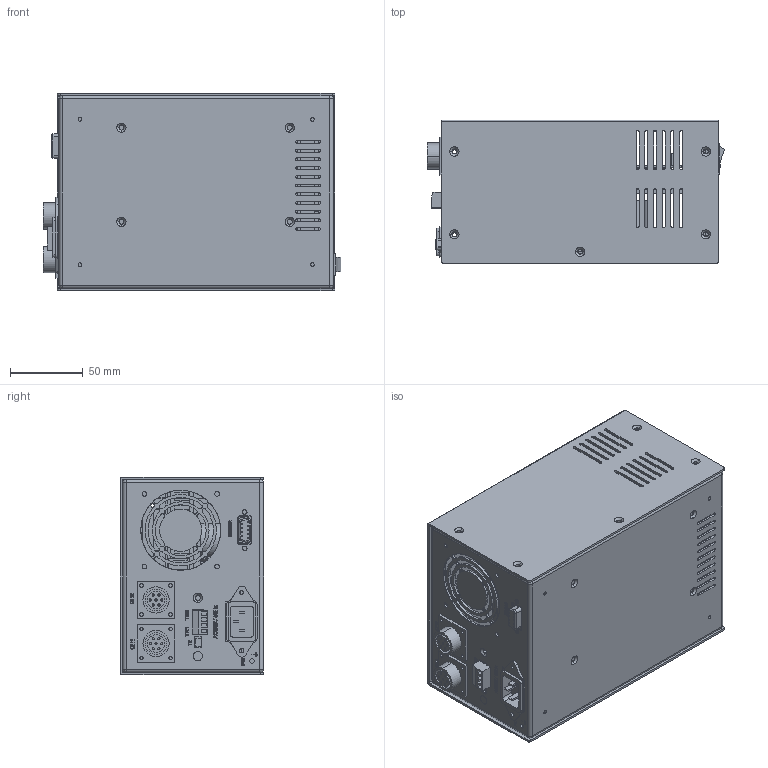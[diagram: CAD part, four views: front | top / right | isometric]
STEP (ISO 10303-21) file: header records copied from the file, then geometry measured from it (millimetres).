
FILE_DESCRIPTION (( 'STEP AP203' ), '1' );
FILE_NAME ('661409.STEP', '2025-09-03T08:06:38', ( '' ), ( '' ), 'SwSTEP 2.0', 'SolidWorks 2020', '' );
FILE_SCHEMA (( 'CONFIG_CONTROL_DESIGN' ));
Products named in the file (1): 661409
Bounding box: 204.9 x 98.5 x 136 mm (x, y, z)
Volume: 429710.2 mm3; surface area: 460434.2 mm2
Topology: 18 solids, 18 shells, 2336 faces, 6268 edges, 4118 vertices
Faces by surface type: plane 1245, cylinder 597, bspline 428, cone 66
Entity records: 94814 total; most frequent: CARTESIAN_POINT 37419, ORIENTED_EDGE 12452, DIRECTION 10505, EDGE_CURVE 6226, VECTOR 4129, LINE 4129, VERTEX_POINT 4118, AXIS2_PLACEMENT_3D 3188
